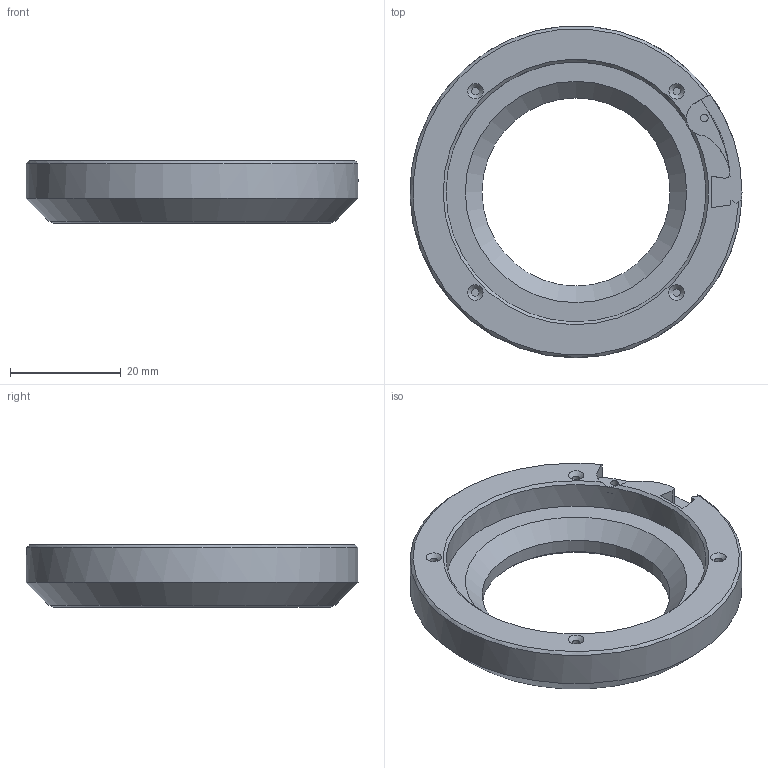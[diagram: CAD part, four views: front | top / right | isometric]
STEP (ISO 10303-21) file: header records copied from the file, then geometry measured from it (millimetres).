
FILE_DESCRIPTION(/* description */ (''),/* implementation_level */ '2;1');
FILE_NAME(/* name */ 'dumbBody_NIKF_PENF',/* time_stamp */ '2023-09-29T16:33:44-04:00',/* author */ ('George'),/* organization */ ('Archive 663'),/* preprocessor_version */ 'ST-DEVELOPER v16.7',/* originating_system */ 'Solid Edge',/* authorisation */ 'Unknown');
FILE_SCHEMA (('AUTOMOTIVE_DESIGN {1 0 10303 214 3 1 1}'));
Length unit declared in the file: millimetre
Products named in the file (2): mountLensBase_PENF; dumbBody_NIKF_PENF
Assembly tree (1 placements, depth 2):
  mountLensBase_PENF
    dumbBody_NIKF_PENF
Bounding box: 60 x 60 x 11.25 mm (x, y, z)
Volume: 14546.3 mm3; surface area: 6734.7 mm2
Topology: 1 solids, 1 shells, 51 faces, 122 edges, 81 vertices
Faces by surface type: plane 23, cylinder 13, cone 13, bspline 1, sphere 1
Full cylindrical faces by diameter (mm): 1.4 x8, 34 x1, 47 x1, 60 x1
Entity records: 2085 total; most frequent: CARTESIAN_POINT 1005, DIRECTION 220, ORIENTED_EDGE 172, AXIS2_PLACEMENT_3D 94, EDGE_CURVE 86, EDGE_LOOP 85, FACE_BOUND 85, VERTEX_POINT 69
